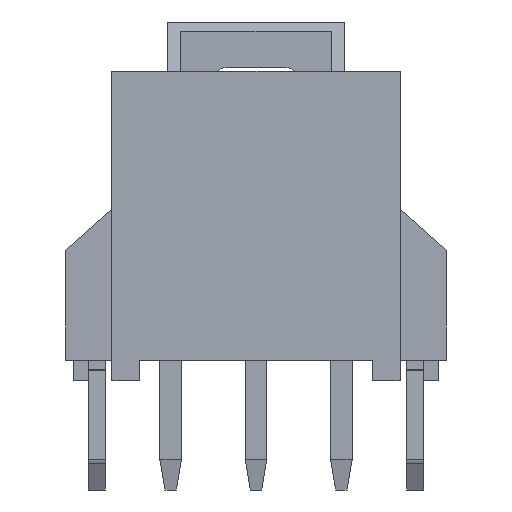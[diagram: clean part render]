
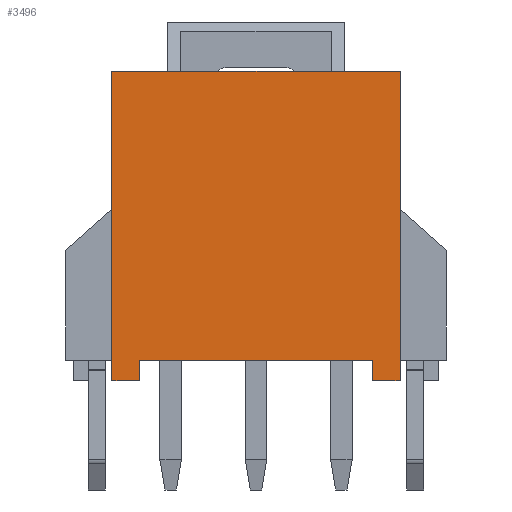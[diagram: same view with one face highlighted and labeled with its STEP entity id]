
A CAD part, front view. The second image highlights one B-rep face of the part: STEP entity #3496.
In plain terms, the highlighted planar face has unit normal (0, -1, 0).
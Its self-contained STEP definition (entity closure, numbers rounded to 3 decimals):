
#1=DIRECTION('',(-1.,0.,0.));
#2=VECTOR('',#1,6.84);
#3=CARTESIAN_POINT('',(3.42,-2.99,-4.23));
#4=LINE('',#3,#2);
#5=DIRECTION('',(0.,0.,-1.));
#6=VECTOR('',#5,0.6);
#7=CARTESIAN_POINT('',(-3.42,-2.99,-4.23));
#8=LINE('',#7,#6);
#9=DIRECTION('',(1.,0.,0.));
#10=VECTOR('',#9,8.44);
#11=CARTESIAN_POINT('',(-4.22,-2.99,4.23));
#12=LINE('',#11,#10);
#13=DIRECTION('',(0.,0.,-1.));
#14=VECTOR('',#13,9.06);
#15=CARTESIAN_POINT('',(4.22,-2.99,4.23));
#16=LINE('',#15,#14);
#353=DIRECTION('',(-1.,0.,0.));
#354=VECTOR('',#353,0.8);
#355=CARTESIAN_POINT('',(4.22,-2.99,-4.83));
#356=LINE('',#355,#354);
#365=DIRECTION('',(-1.,0.,0.));
#366=VECTOR('',#365,0.8);
#367=CARTESIAN_POINT('',(-3.42,-2.99,-4.83));
#368=LINE('',#367,#366);
#469=DIRECTION('',(0.,0.,-1.));
#470=VECTOR('',#469,9.06);
#471=CARTESIAN_POINT('',(-4.22,-2.99,4.23));
#472=LINE('',#471,#470);
#2045=DIRECTION('',(0.,0.,-1.));
#2046=VECTOR('',#2045,0.6);
#2047=CARTESIAN_POINT('',(3.42,-2.99,-4.23));
#2048=LINE('',#2047,#2046);
#2649=CARTESIAN_POINT('',(-4.22,-2.99,4.23));
#2650=CARTESIAN_POINT('',(4.22,-2.99,4.23));
#2651=VERTEX_POINT('',#2649);
#2652=VERTEX_POINT('',#2650);
#2697=CARTESIAN_POINT('',(3.42,-2.99,-4.23));
#2698=CARTESIAN_POINT('',(-3.42,-2.99,-4.23));
#2699=VERTEX_POINT('',#2697);
#2700=VERTEX_POINT('',#2698);
#3454=CARTESIAN_POINT('',(4.22,-2.99,-4.83));
#3456=VERTEX_POINT('',#3454);
#3457=CARTESIAN_POINT('',(3.42,-2.99,-4.83));
#3458=VERTEX_POINT('',#3457);
#3465=CARTESIAN_POINT('',(-3.42,-2.99,-4.83));
#3466=VERTEX_POINT('',#3465);
#3467=CARTESIAN_POINT('',(-4.22,-2.99,-4.83));
#3468=VERTEX_POINT('',#3467);
#3473=CARTESIAN_POINT('',(0.,-2.99,0.));
#3474=DIRECTION('',(0.,1.,0.));
#3475=DIRECTION('',(1.,0.,0.));
#3476=AXIS2_PLACEMENT_3D('',#3473,#3474,#3475);
#3477=PLANE('',#3476);
#3479=ORIENTED_EDGE('',*,*,#3478,.T.);
#3481=ORIENTED_EDGE('',*,*,#3480,.T.);
#3483=ORIENTED_EDGE('',*,*,#3482,.T.);
#3485=ORIENTED_EDGE('',*,*,#3484,.F.);
#3487=ORIENTED_EDGE('',*,*,#3486,.T.);
#3489=ORIENTED_EDGE('',*,*,#3488,.T.);
#3491=ORIENTED_EDGE('',*,*,#3490,.T.);
#3493=ORIENTED_EDGE('',*,*,#3492,.F.);
#3494=EDGE_LOOP('',(#3479,#3481,#3483,#3485,#3487,#3489,#3491,#3493));
#3495=FACE_OUTER_BOUND('',#3494,.F.);
#3496=ADVANCED_FACE('',(#3495),#3477,.F.);
#3478=EDGE_CURVE('',#2699,#2700,#4,.T.);
#3480=EDGE_CURVE('',#2700,#3466,#8,.T.);
#3482=EDGE_CURVE('',#3466,#3468,#368,.T.);
#3484=EDGE_CURVE('',#2651,#3468,#472,.T.);
#3486=EDGE_CURVE('',#2651,#2652,#12,.T.);
#3488=EDGE_CURVE('',#2652,#3456,#16,.T.);
#3490=EDGE_CURVE('',#3456,#3458,#356,.T.);
#3492=EDGE_CURVE('',#2699,#3458,#2048,.T.);
